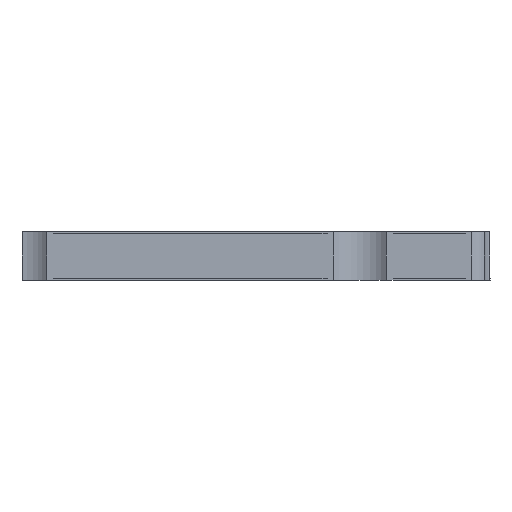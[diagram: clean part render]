
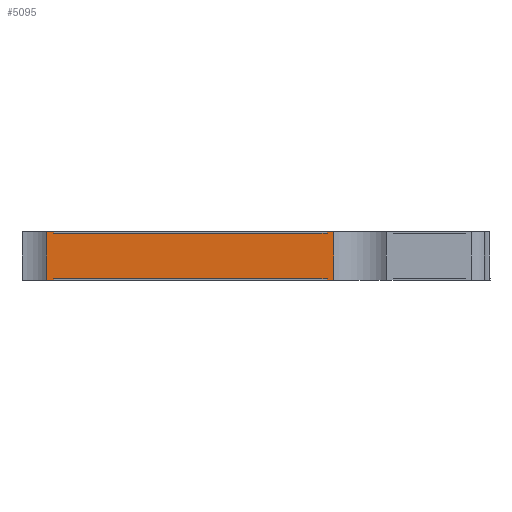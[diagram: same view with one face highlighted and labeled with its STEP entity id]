
A CAD part, front view. The second image highlights one B-rep face of the part: STEP entity #5095.
In plain terms, the highlighted planar face has unit normal (0, -1, 0).
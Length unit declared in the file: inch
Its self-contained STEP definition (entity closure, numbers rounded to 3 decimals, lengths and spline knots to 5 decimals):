
#12 = LINE ( 'NONE', #7258, #24435 ) ;
#923 = VERTEX_POINT ( 'NONE', #17306 ) ;
#2295 = FACE_OUTER_BOUND ( 'NONE', #7006, .T. ) ;
#3006 = LINE ( 'NONE', #5315, #27583 ) ;
#3091 = VECTOR ( 'NONE', #28519, 39.37008 ) ;
#3690 = LINE ( 'NONE', #24073, #31776 ) ;
#4104 = VERTEX_POINT ( 'NONE', #8984 ) ;
#4712 = EDGE_CURVE ( 'NONE', #12594, #15304, #22899, .T. ) ;
#4802 = VECTOR ( 'NONE', #19011, 39.37008 ) ;
#4875 = CARTESIAN_POINT ( 'NONE',  ( -0.33446, -0.395, 0.077 ) ) ;
#5095 = ADVANCED_FACE ( 'NONE', ( #2295 ), #30074, .F. ) ;
#5315 = CARTESIAN_POINT ( 'NONE',  ( -0.32344, -0.395, 0.002 ) ) ;
#5729 = LINE ( 'NONE', #8015, #8995 ) ;
#5789 = VERTEX_POINT ( 'NONE', #30447 ) ;
#6190 = CARTESIAN_POINT ( 'NONE',  ( 0.11486, -0.395, 0.002 ) ) ;
#6298 = ORIENTED_EDGE ( 'NONE', *, *, #8915, .F. ) ;
#6798 = VECTOR ( 'NONE', #27026, 39.37008 ) ;
#6991 = VERTEX_POINT ( 'NONE', #28912 ) ;
#7006 = EDGE_LOOP ( 'NONE', ( #22575, #16277, #6298, #12193, #27593, #17433, #21447, #11763, #15541, #12146, #15889, #23215 ) ) ;
#7236 = EDGE_CURVE ( 'NONE', #6991, #923, #19692, .T. ) ;
#7258 = CARTESIAN_POINT ( 'NONE',  ( 0.39706, -0.395, 0.077 ) ) ;
#7636 = VECTOR ( 'NONE', #15493, 39.37008 ) ;
#8015 = CARTESIAN_POINT ( 'NONE',  ( 0.12588, -0.395, 0. ) ) ;
#8281 = DIRECTION ( 'NONE',  ( 1., 0., 0. ) ) ;
#8669 = DIRECTION ( 'NONE',  ( 1., 0., 0. ) ) ;
#8915 = EDGE_CURVE ( 'NONE', #4104, #15462, #18493, .T. ) ;
#8984 = CARTESIAN_POINT ( 'NONE',  ( -0.32344, -0.395, 0.077 ) ) ;
#8995 = VECTOR ( 'NONE', #8669, 39.37008 ) ;
#9243 = LINE ( 'NONE', #32236, #27778 ) ;
#9447 = CARTESIAN_POINT ( 'NONE',  ( -0.32344, -0.395, 0.075 ) ) ;
#9565 = VERTEX_POINT ( 'NONE', #20392 ) ;
#10728 = CARTESIAN_POINT ( 'NONE',  ( 0.11486, -0.395, 0.002 ) ) ;
#11763 = ORIENTED_EDGE ( 'NONE', *, *, #22413, .T. ) ;
#11937 = CARTESIAN_POINT ( 'NONE',  ( 0.12588, -0.395, 0. ) ) ;
#11974 = DIRECTION ( 'NONE',  ( 0., 0., -1. ) ) ;
#12146 = ORIENTED_EDGE ( 'NONE', *, *, #31501, .T. ) ;
#12193 = ORIENTED_EDGE ( 'NONE', *, *, #27016, .T. ) ;
#12594 = VERTEX_POINT ( 'NONE', #26393 ) ;
#12744 = VECTOR ( 'NONE', #24443, 39.37008 ) ;
#13102 = LINE ( 'NONE', #6190, #15874 ) ;
#13291 = VERTEX_POINT ( 'NONE', #26000 ) ;
#13762 = LINE ( 'NONE', #11937, #4802 ) ;
#13763 = EDGE_CURVE ( 'NONE', #14996, #5789, #22469, .T. ) ;
#14385 = CARTESIAN_POINT ( 'NONE',  ( 0.12588, -0.395, 0.075 ) ) ;
#14996 = VERTEX_POINT ( 'NONE', #4875 ) ;
#15280 = EDGE_CURVE ( 'NONE', #13291, #31265, #13102, .T. ) ;
#15281 = CARTESIAN_POINT ( 'NONE',  ( 0.12588, -0.395, 0.002 ) ) ;
#15304 = VERTEX_POINT ( 'NONE', #16690 ) ;
#15462 = VERTEX_POINT ( 'NONE', #9447 ) ;
#15493 = DIRECTION ( 'NONE',  ( 0., 0., -1. ) ) ;
#15541 = ORIENTED_EDGE ( 'NONE', *, *, #4712, .T. ) ;
#15874 = VECTOR ( 'NONE', #26553, 39.37008 ) ;
#15889 = ORIENTED_EDGE ( 'NONE', *, *, #28465, .F. ) ;
#16075 = AXIS2_PLACEMENT_3D ( 'NONE', #15281, #32541, #17915 ) ;
#16245 = CARTESIAN_POINT ( 'NONE',  ( 0.11486, -0.395, 0.077 ) ) ;
#16277 = ORIENTED_EDGE ( 'NONE', *, *, #29308, .T. ) ;
#16690 = CARTESIAN_POINT ( 'NONE',  ( 0.11486, -0.395, 0. ) ) ;
#17306 = CARTESIAN_POINT ( 'NONE',  ( -0.32344, -0.395, 0. ) ) ;
#17433 = ORIENTED_EDGE ( 'NONE', *, *, #31339, .T. ) ;
#17852 = EDGE_CURVE ( 'NONE', #9565, #31265, #12, .T. ) ;
#17915 = DIRECTION ( 'NONE',  ( 0., 0., 1. ) ) ;
#18493 = LINE ( 'NONE', #23111, #3091 ) ;
#19011 = DIRECTION ( 'NONE',  ( 1., 0., 0. ) ) ;
#19272 = DIRECTION ( 'NONE',  ( 0., 0., -1. ) ) ;
#19346 = CARTESIAN_POINT ( 'NONE',  ( 0.12588, -0.395, 0. ) ) ;
#19655 = VECTOR ( 'NONE', #11974, 39.37008 ) ;
#19692 = LINE ( 'NONE', #29718, #19655 ) ;
#19970 = LINE ( 'NONE', #14385, #6798 ) ;
#20392 = CARTESIAN_POINT ( 'NONE',  ( 0.12588, -0.395, 0.077 ) ) ;
#21447 = ORIENTED_EDGE ( 'NONE', *, *, #7236, .F. ) ;
#21815 = VERTEX_POINT ( 'NONE', #19346 ) ;
#22220 = DIRECTION ( 'NONE',  ( -1., 0., 0. ) ) ;
#22413 = EDGE_CURVE ( 'NONE', #6991, #12594, #3006, .T. ) ;
#22469 = LINE ( 'NONE', #31832, #12744 ) ;
#22575 = ORIENTED_EDGE ( 'NONE', *, *, #15280, .F. ) ;
#22899 = LINE ( 'NONE', #10728, #7636 ) ;
#23111 = CARTESIAN_POINT ( 'NONE',  ( -0.32344, -0.395, 0.002 ) ) ;
#23215 = ORIENTED_EDGE ( 'NONE', *, *, #17852, .T. ) ;
#23912 = DIRECTION ( 'NONE',  ( -1., 0., 0. ) ) ;
#24073 = CARTESIAN_POINT ( 'NONE',  ( 0.39706, -0.395, 0.077 ) ) ;
#24435 = VECTOR ( 'NONE', #22220, 39.37008 ) ;
#24443 = DIRECTION ( 'NONE',  ( 0., 0., -1. ) ) ;
#26000 = CARTESIAN_POINT ( 'NONE',  ( 0.11486, -0.395, 0.075 ) ) ;
#26393 = CARTESIAN_POINT ( 'NONE',  ( 0.11486, -0.395, 0.002 ) ) ;
#26553 = DIRECTION ( 'NONE',  ( 0., 0., 1. ) ) ;
#27016 = EDGE_CURVE ( 'NONE', #4104, #14996, #3690, .T. ) ;
#27026 = DIRECTION ( 'NONE',  ( -1., 0., 0. ) ) ;
#27583 = VECTOR ( 'NONE', #8281, 39.37008 ) ;
#27593 = ORIENTED_EDGE ( 'NONE', *, *, #13763, .T. ) ;
#27778 = VECTOR ( 'NONE', #19272, 39.37008 ) ;
#28465 = EDGE_CURVE ( 'NONE', #9565, #21815, #9243, .T. ) ;
#28519 = DIRECTION ( 'NONE',  ( 0., 0., -1. ) ) ;
#28912 = CARTESIAN_POINT ( 'NONE',  ( -0.32344, -0.395, 0.002 ) ) ;
#29308 = EDGE_CURVE ( 'NONE', #13291, #15462, #19970, .T. ) ;
#29718 = CARTESIAN_POINT ( 'NONE',  ( -0.32344, -0.395, 0.002 ) ) ;
#30074 = PLANE ( 'NONE',  #16075 ) ;
#30447 = CARTESIAN_POINT ( 'NONE',  ( -0.33446, -0.395, 0. ) ) ;
#31265 = VERTEX_POINT ( 'NONE', #16245 ) ;
#31339 = EDGE_CURVE ( 'NONE', #5789, #923, #5729, .T. ) ;
#31501 = EDGE_CURVE ( 'NONE', #15304, #21815, #13762, .T. ) ;
#31776 = VECTOR ( 'NONE', #23912, 39.37008 ) ;
#31832 = CARTESIAN_POINT ( 'NONE',  ( -0.33446, -0.395, 0.002 ) ) ;
#32236 = CARTESIAN_POINT ( 'NONE',  ( 0.12588, -0.395, 0.002 ) ) ;
#32541 = DIRECTION ( 'NONE',  ( 0., 1., 0. ) ) ;
